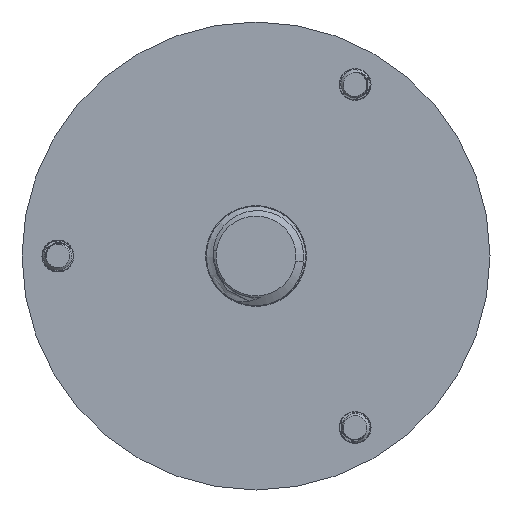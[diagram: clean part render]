
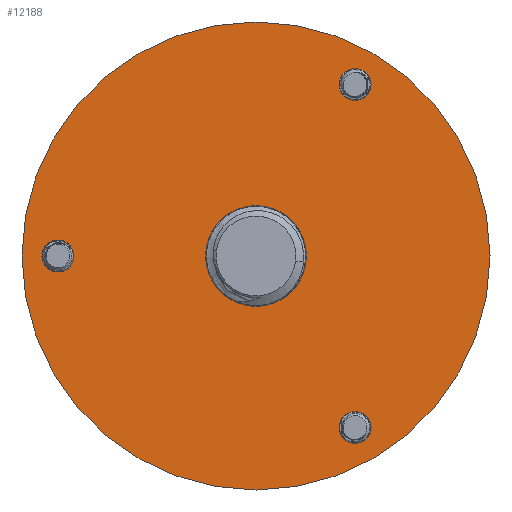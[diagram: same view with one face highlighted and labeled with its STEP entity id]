
A CAD part, front view. The second image highlights one B-rep face of the part: STEP entity #12188.
In plain terms, the highlighted planar face has unit normal (0, -1, 0).
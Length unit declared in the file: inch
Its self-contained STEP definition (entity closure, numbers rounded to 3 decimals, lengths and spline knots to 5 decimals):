
#87 = DIRECTION ( 'NONE',  ( 0., 0., 1. ) ) ;
#350 = CARTESIAN_POINT ( 'NONE',  ( 0., 0., 0. ) ) ;
#841 = EDGE_LOOP ( 'NONE', ( #36499, #31902 ) ) ;
#1050 = AXIS2_PLACEMENT_3D ( 'NONE', #31940, #19827, #20187 ) ;
#1264 = ORIENTED_EDGE ( 'NONE', *, *, #28684, .T. ) ;
#1881 = DIRECTION ( 'NONE',  ( 0., 0., 1. ) ) ;
#2485 = FACE_BOUND ( 'NONE', #37205, .T. ) ;
#2922 = AXIS2_PLACEMENT_3D ( 'NONE', #27966, #24731, #36337 ) ;
#3624 = CIRCLE ( 'NONE', #24782, 0.1015 ) ;
#4036 = VERTEX_POINT ( 'NONE', #36254 ) ;
#4638 = AXIS2_PLACEMENT_3D ( 'NONE', #10797, #28451, #37551 ) ;
#4847 = AXIS2_PLACEMENT_3D ( 'NONE', #350, #23474, #35067 ) ;
#5157 = FACE_BOUND ( 'NONE', #841, .T. ) ;
#5189 = VERTEX_POINT ( 'NONE', #13827 ) ;
#5408 = AXIS2_PLACEMENT_3D ( 'NONE', #26536, #35295, #26339 ) ;
#5886 = CARTESIAN_POINT ( 'NONE',  ( 0., 0., -1.4855 ) ) ;
#5969 = DIRECTION ( 'NONE',  ( 0., 1., 0. ) ) ;
#6220 = ORIENTED_EDGE ( 'NONE', *, *, #8146, .T. ) ;
#6395 = EDGE_CURVE ( 'NONE', #29429, #13419, #27567, .T. ) ;
#6535 = CIRCLE ( 'NONE', #2922, 1.4855 ) ;
#6911 = EDGE_CURVE ( 'NONE', #11744, #4036, #32469, .T. ) ;
#6926 = DIRECTION ( 'NONE',  ( 0., 1., 0. ) ) ;
#7053 = VERTEX_POINT ( 'NONE', #32040 ) ;
#7260 = ORIENTED_EDGE ( 'NONE', *, *, #37549, .T. ) ;
#7368 = VERTEX_POINT ( 'NONE', #11278 ) ;
#7919 = CARTESIAN_POINT ( 'NONE',  ( -1.2575, 0., 0. ) ) ;
#8146 = EDGE_CURVE ( 'NONE', #11466, #7368, #27107, .T. ) ;
#8361 = PLANE ( 'NONE',  #5408 ) ;
#8556 = VERTEX_POINT ( 'NONE', #18377 ) ;
#9806 = EDGE_CURVE ( 'NONE', #30007, #8556, #6535, .T. ) ;
#10565 = CIRCLE ( 'NONE', #14190, 1.4855 ) ;
#10797 = CARTESIAN_POINT ( 'NONE',  ( 0.62875, 0., -1.08903 ) ) ;
#10821 = FACE_BOUND ( 'NONE', #32316, .T. ) ;
#11278 = CARTESIAN_POINT ( 'NONE',  ( 0.62875, 0., 0.98753 ) ) ;
#11466 = VERTEX_POINT ( 'NONE', #26435 ) ;
#11571 = CARTESIAN_POINT ( 'NONE',  ( -1.2575, 0., 0.1015 ) ) ;
#11744 = VERTEX_POINT ( 'NONE', #28340 ) ;
#12188 = ADVANCED_FACE ( 'NONE', ( #10821, #37207, #2485, #5157, #34359 ), #8361, .F. ) ;
#12216 = DIRECTION ( 'NONE',  ( 0., 1., 0. ) ) ;
#12638 = EDGE_CURVE ( 'NONE', #5189, #7053, #33314, .T. ) ;
#12896 = EDGE_LOOP ( 'NONE', ( #15397, #14924 ) ) ;
#13419 = VERTEX_POINT ( 'NONE', #11571 ) ;
#13827 = CARTESIAN_POINT ( 'NONE',  ( 0., 0., -0.32 ) ) ;
#14190 = AXIS2_PLACEMENT_3D ( 'NONE', #34804, #12216, #87 ) ;
#14924 = ORIENTED_EDGE ( 'NONE', *, *, #34536, .F. ) ;
#15298 = CARTESIAN_POINT ( 'NONE',  ( -1.2575, 0., 0. ) ) ;
#15397 = ORIENTED_EDGE ( 'NONE', *, *, #9806, .F. ) ;
#16090 = AXIS2_PLACEMENT_3D ( 'NONE', #15298, #6926, #18897 ) ;
#16424 = ORIENTED_EDGE ( 'NONE', *, *, #6911, .T. ) ;
#16946 = DIRECTION ( 'NONE',  ( 0., 1., 0. ) ) ;
#18377 = CARTESIAN_POINT ( 'NONE',  ( 0., 0., 1.4855 ) ) ;
#18896 = DIRECTION ( 'NONE',  ( 0., 0., 1. ) ) ;
#18897 = DIRECTION ( 'NONE',  ( 0., 0., 1. ) ) ;
#18995 = AXIS2_PLACEMENT_3D ( 'NONE', #21532, #30256, #18896 ) ;
#19191 = EDGE_CURVE ( 'NONE', #7368, #11466, #21391, .T. ) ;
#19341 = DIRECTION ( 'NONE',  ( 0., 1., 0. ) ) ;
#19779 = AXIS2_PLACEMENT_3D ( 'NONE', #7919, #19341, #1881 ) ;
#19810 = CARTESIAN_POINT ( 'NONE',  ( 0., 0., 0. ) ) ;
#19827 = DIRECTION ( 'NONE',  ( 0., 1., 0. ) ) ;
#19993 = DIRECTION ( 'NONE',  ( 0., 0., 1. ) ) ;
#20187 = DIRECTION ( 'NONE',  ( 0., 0., 1. ) ) ;
#20796 = CARTESIAN_POINT ( 'NONE',  ( 0.62875, 0., -1.08903 ) ) ;
#21391 = CIRCLE ( 'NONE', #18995, 0.1015 ) ;
#21532 = CARTESIAN_POINT ( 'NONE',  ( 0.62875, 0., 1.08903 ) ) ;
#23474 = DIRECTION ( 'NONE',  ( 0., 1., 0. ) ) ;
#24080 = AXIS2_PLACEMENT_3D ( 'NONE', #19810, #16946, #19993 ) ;
#24731 = DIRECTION ( 'NONE',  ( 0., 1., 0. ) ) ;
#24782 = AXIS2_PLACEMENT_3D ( 'NONE', #20796, #5969, #35397 ) ;
#26330 = EDGE_LOOP ( 'NONE', ( #1264, #16424 ) ) ;
#26339 = DIRECTION ( 'NONE',  ( 0., 0., 1. ) ) ;
#26435 = CARTESIAN_POINT ( 'NONE',  ( 0.62875, 0., 1.19053 ) ) ;
#26536 = CARTESIAN_POINT ( 'NONE',  ( 0., 0., 0. ) ) ;
#27107 = CIRCLE ( 'NONE', #1050, 0.1015 ) ;
#27567 = CIRCLE ( 'NONE', #16090, 0.1015 ) ;
#27966 = CARTESIAN_POINT ( 'NONE',  ( 0., 0., 0. ) ) ;
#28340 = CARTESIAN_POINT ( 'NONE',  ( 0.62875, 0., -1.19053 ) ) ;
#28451 = DIRECTION ( 'NONE',  ( 0., 1., 0. ) ) ;
#28497 = ORIENTED_EDGE ( 'NONE', *, *, #19191, .T. ) ;
#28684 = EDGE_CURVE ( 'NONE', #4036, #11744, #3624, .T. ) ;
#29429 = VERTEX_POINT ( 'NONE', #34089 ) ;
#30007 = VERTEX_POINT ( 'NONE', #5886 ) ;
#30256 = DIRECTION ( 'NONE',  ( 0., 1., 0. ) ) ;
#31075 = ORIENTED_EDGE ( 'NONE', *, *, #12638, .T. ) ;
#31264 = CIRCLE ( 'NONE', #19779, 0.1015 ) ;
#31902 = ORIENTED_EDGE ( 'NONE', *, *, #6395, .T. ) ;
#31940 = CARTESIAN_POINT ( 'NONE',  ( 0.62875, 0., 1.08903 ) ) ;
#32040 = CARTESIAN_POINT ( 'NONE',  ( 0., 0., 0.32 ) ) ;
#32316 = EDGE_LOOP ( 'NONE', ( #7260, #31075 ) ) ;
#32469 = CIRCLE ( 'NONE', #4638, 0.1015 ) ;
#33314 = CIRCLE ( 'NONE', #4847, 0.32 ) ;
#34089 = CARTESIAN_POINT ( 'NONE',  ( -1.2575, 0., -0.1015 ) ) ;
#34359 = FACE_OUTER_BOUND ( 'NONE', #12896, .T. ) ;
#34397 = CIRCLE ( 'NONE', #24080, 0.32 ) ;
#34536 = EDGE_CURVE ( 'NONE', #8556, #30007, #10565, .T. ) ;
#34804 = CARTESIAN_POINT ( 'NONE',  ( 0., 0., 0. ) ) ;
#35067 = DIRECTION ( 'NONE',  ( 0., 0., 1. ) ) ;
#35295 = DIRECTION ( 'NONE',  ( 0., 1., 0. ) ) ;
#35397 = DIRECTION ( 'NONE',  ( 0., 0., 1. ) ) ;
#36254 = CARTESIAN_POINT ( 'NONE',  ( 0.62875, 0., -0.98753 ) ) ;
#36337 = DIRECTION ( 'NONE',  ( 0., 0., 1. ) ) ;
#36499 = ORIENTED_EDGE ( 'NONE', *, *, #36983, .T. ) ;
#36983 = EDGE_CURVE ( 'NONE', #13419, #29429, #31264, .T. ) ;
#37205 = EDGE_LOOP ( 'NONE', ( #6220, #28497 ) ) ;
#37207 = FACE_BOUND ( 'NONE', #26330, .T. ) ;
#37549 = EDGE_CURVE ( 'NONE', #7053, #5189, #34397, .T. ) ;
#37551 = DIRECTION ( 'NONE',  ( 0., 0., 1. ) ) ;
